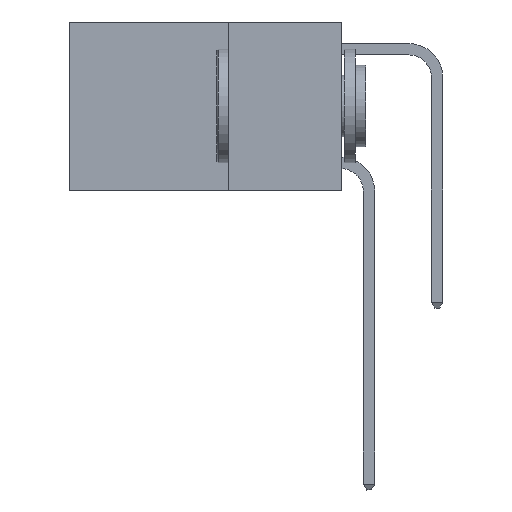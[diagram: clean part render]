
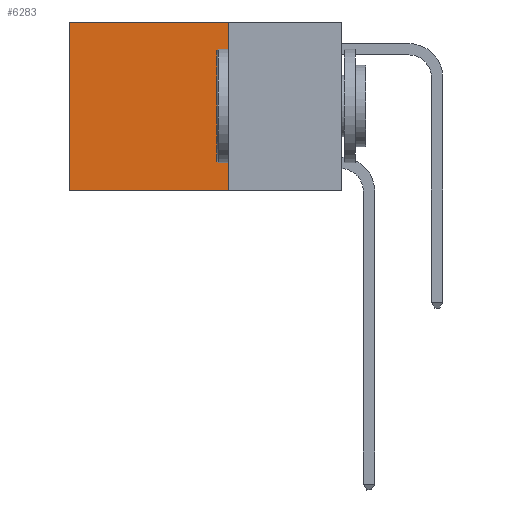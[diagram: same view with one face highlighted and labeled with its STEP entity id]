
A CAD part, left-side view. The second image highlights one B-rep face of the part: STEP entity #6283.
In plain terms, the highlighted planar face has unit normal (-1, 0, 0).
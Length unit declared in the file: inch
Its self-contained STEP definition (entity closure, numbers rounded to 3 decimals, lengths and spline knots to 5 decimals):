
#40 = LINE ( 'NONE', #1058, #6204 ) ;
#854 = CARTESIAN_POINT ( 'NONE',  ( 0.2625, 0.25, 0. ) ) ;
#1058 = CARTESIAN_POINT ( 'NONE',  ( 0.2625, 0.25, 0. ) ) ;
#1097 = EDGE_CURVE ( 'NONE', #5121, #5296, #8770, .T. ) ;
#1469 = FACE_OUTER_BOUND ( 'NONE', #10055, .T. ) ;
#1602 = VERTEX_POINT ( 'NONE', #7822 ) ;
#1904 = CARTESIAN_POINT ( 'NONE',  ( 0.2625, 0.6, -0.37 ) ) ;
#1936 = DIRECTION ( 'NONE',  ( 0., 0., -1. ) ) ;
#2553 = ORIENTED_EDGE ( 'NONE', *, *, #5128, .T. ) ;
#3381 = DIRECTION ( 'NONE',  ( 0., 1., 0. ) ) ;
#4247 = VECTOR ( 'NONE', #6216, 39.37008 ) ;
#4737 = AXIS2_PLACEMENT_3D ( 'NONE', #7411, #4891, #8164 ) ;
#4891 = DIRECTION ( 'NONE',  ( 1., 0., 0. ) ) ;
#5121 = VERTEX_POINT ( 'NONE', #8486 ) ;
#5128 = EDGE_CURVE ( 'NONE', #1602, #5121, #11161, .T. ) ;
#5211 = ORIENTED_EDGE ( 'NONE', *, *, #8635, .F. ) ;
#5296 = VERTEX_POINT ( 'NONE', #1904 ) ;
#6125 = LINE ( 'NONE', #6985, #10657 ) ;
#6204 = VECTOR ( 'NONE', #1936, 39.37008 ) ;
#6216 = DIRECTION ( 'NONE',  ( 0., 0., -1. ) ) ;
#6283 = ADVANCED_FACE ( 'NONE', ( #1469 ), #9212, .F. ) ;
#6314 = VECTOR ( 'NONE', #3381, 39.37008 ) ;
#6985 = CARTESIAN_POINT ( 'NONE',  ( 0.2625, 0.25, -0.37 ) ) ;
#7240 = CARTESIAN_POINT ( 'NONE',  ( 0.2625, 0.25, -0.37 ) ) ;
#7411 = CARTESIAN_POINT ( 'NONE',  ( 0.2625, 0.25, 0. ) ) ;
#7616 = ORIENTED_EDGE ( 'NONE', *, *, #1097, .T. ) ;
#7822 = CARTESIAN_POINT ( 'NONE',  ( 0.2625, 0.25, 0. ) ) ;
#7839 = VERTEX_POINT ( 'NONE', #7240 ) ;
#8164 = DIRECTION ( 'NONE',  ( 0., 0., -1. ) ) ;
#8486 = CARTESIAN_POINT ( 'NONE',  ( 0.2625, 0.6, 0. ) ) ;
#8635 = EDGE_CURVE ( 'NONE', #1602, #7839, #40, .T. ) ;
#8770 = LINE ( 'NONE', #10538, #4247 ) ;
#9212 = PLANE ( 'NONE',  #4737 ) ;
#9328 = EDGE_CURVE ( 'NONE', #7839, #5296, #6125, .T. ) ;
#9412 = DIRECTION ( 'NONE',  ( 0., 1., 0. ) ) ;
#9977 = ORIENTED_EDGE ( 'NONE', *, *, #9328, .F. ) ;
#10055 = EDGE_LOOP ( 'NONE', ( #7616, #9977, #5211, #2553 ) ) ;
#10538 = CARTESIAN_POINT ( 'NONE',  ( 0.2625, 0.6, 0. ) ) ;
#10657 = VECTOR ( 'NONE', #9412, 39.37008 ) ;
#11161 = LINE ( 'NONE', #854, #6314 ) ;
